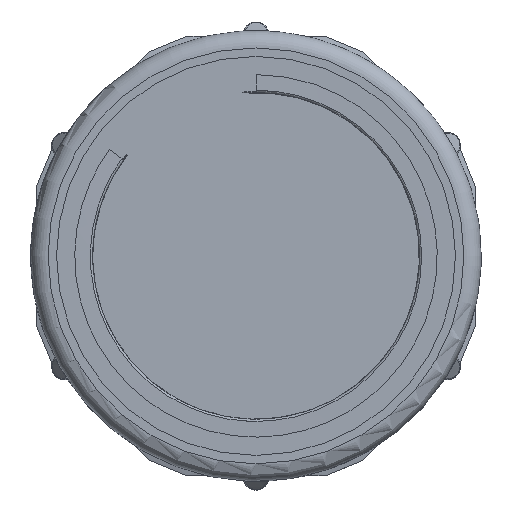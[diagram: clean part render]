
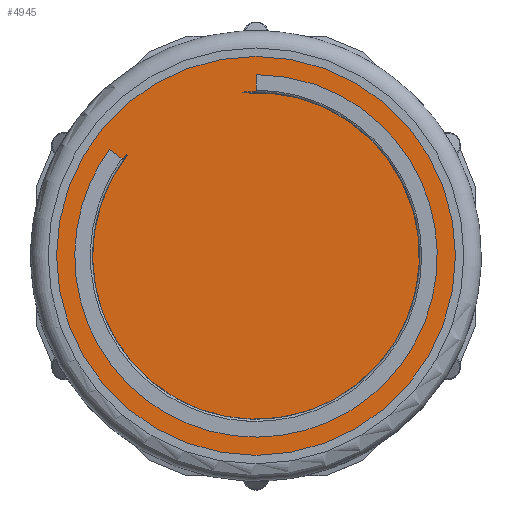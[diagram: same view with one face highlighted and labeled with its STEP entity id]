
A CAD part, top view. The second image highlights one B-rep face of the part: STEP entity #4945.
In plain terms, the highlighted planar face has unit normal (0, 0, 1).
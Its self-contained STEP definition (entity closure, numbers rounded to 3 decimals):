
#41=FACE_BOUND('',#1193,.T.);
#609=CIRCLE('',#5302,45.95);
#610=CIRCLE('',#5303,45.95);
#611=CIRCLE('',#5305,37.85);
#612=CIRCLE('',#5308,37.65);
#892=FACE_OUTER_BOUND('',#1192,.T.);
#1192=EDGE_LOOP('',(#4543,#4544));
#1193=EDGE_LOOP('',(#4545,#4546,#4547,#4548));
#1500=LINE('',#11432,#1816);
#1509=LINE('',#11457,#1825);
#1816=VECTOR('',#6319,10.);
#1825=VECTOR('',#6344,10.);
#2316=VERTEX_POINT('',#11343);
#2317=VERTEX_POINT('',#11345);
#2318=VERTEX_POINT('',#11349);
#2319=VERTEX_POINT('',#11350);
#2324=VERTEX_POINT('',#11390);
#2325=VERTEX_POINT('',#11391);
#3042=EDGE_CURVE('',#2317,#2316,#609,.T.);
#3043=EDGE_CURVE('',#2316,#2317,#610,.T.);
#3044=EDGE_CURVE('',#2318,#2319,#611,.T.);
#3050=EDGE_CURVE('',#2324,#2325,#612,.T.);
#3057=EDGE_CURVE('',#2325,#2318,#1500,.T.);
#3070=EDGE_CURVE('',#2319,#2324,#1509,.T.);
#4543=ORIENTED_EDGE('',*,*,#3042,.T.);
#4544=ORIENTED_EDGE('',*,*,#3043,.T.);
#4545=ORIENTED_EDGE('',*,*,#3057,.F.);
#4546=ORIENTED_EDGE('',*,*,#3050,.F.);
#4547=ORIENTED_EDGE('',*,*,#3070,.F.);
#4548=ORIENTED_EDGE('',*,*,#3044,.F.);
#4669=PLANE('',#5320);
#4945=ADVANCED_FACE('',(#892,#41),#4669,.T.);
#5302=AXIS2_PLACEMENT_3D('',#11346,#6298,#6299);
#5303=AXIS2_PLACEMENT_3D('',#11347,#6300,#6301);
#5305=AXIS2_PLACEMENT_3D('',#11351,#6304,#6305);
#5308=AXIS2_PLACEMENT_3D('',#11392,#6311,#6312);
#5320=AXIS2_PLACEMENT_3D('',#11789,#6347,#6348);
#6298=DIRECTION('center_axis',(0.,0.,1.));
#6299=DIRECTION('ref_axis',(1.,0.,0.));
#6300=DIRECTION('center_axis',(0.,0.,1.));
#6301=DIRECTION('ref_axis',(1.,0.,0.));
#6304=DIRECTION('center_axis',(0.,0.,1.));
#6305=DIRECTION('ref_axis',(-1.,0.,0.));
#6311=DIRECTION('center_axis',(0.,0.,-1.));
#6312=DIRECTION('ref_axis',(-1.,0.,0.));
#6319=DIRECTION('',(-0.809,0.588,0.));
#6344=DIRECTION('',(0.,-1.,0.));
#6347=DIRECTION('center_axis',(0.,0.,1.));
#6348=DIRECTION('ref_axis',(1.,0.,0.));
#11343=CARTESIAN_POINT('',(-45.95,0.,0.));
#11345=CARTESIAN_POINT('',(45.95,0.,0.));
#11346=CARTESIAN_POINT('Origin',(0.,0.,0.));
#11347=CARTESIAN_POINT('Origin',(0.,0.,0.));
#11349=CARTESIAN_POINT('',(-29.839,23.286,0.));
#11350=CARTESIAN_POINT('',(-3.,37.731,0.));
#11351=CARTESIAN_POINT('Origin',(0.,0.,0.));
#11390=CARTESIAN_POINT('',(-3.,37.53,0.));
#11391=CARTESIAN_POINT('',(-29.677,23.169,0.));
#11392=CARTESIAN_POINT('Origin',(0.,0.,0.));
#11432=CARTESIAN_POINT('',(-14.761,12.331,0.));
#11457=CARTESIAN_POINT('',(-3.,19.19,0.));
#11789=CARTESIAN_POINT('Origin',(0.,0.,
0.));
